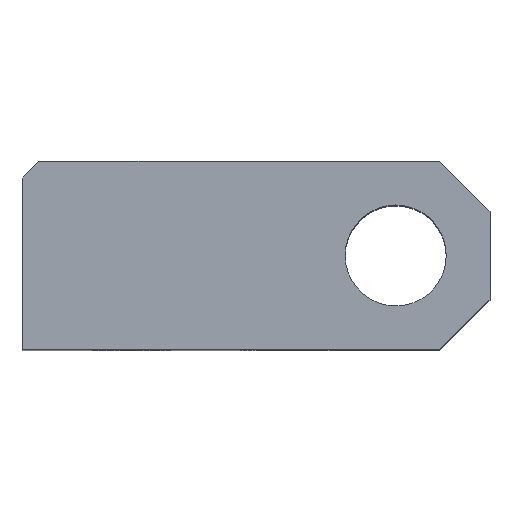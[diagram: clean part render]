
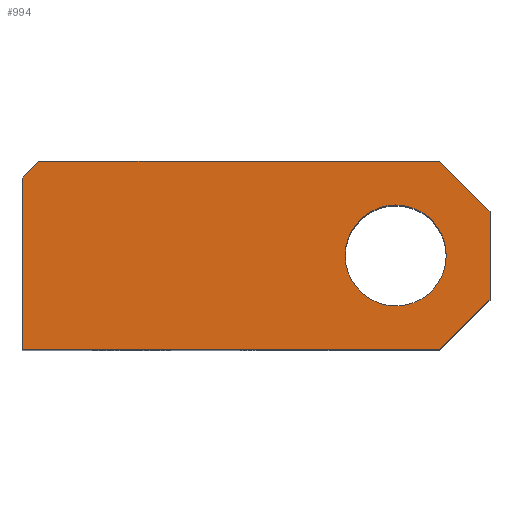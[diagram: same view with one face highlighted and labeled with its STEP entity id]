
A CAD part, top view. The second image highlights one B-rep face of the part: STEP entity #994.
In plain terms, the highlighted planar face has unit normal (0, 0, 1).
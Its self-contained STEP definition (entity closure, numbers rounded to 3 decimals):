
#26 = CARTESIAN_POINT ( 'NONE',  ( 0., 0., 90. ) ) ;
#40 = CARTESIAN_POINT ( 'NONE',  ( 5., 0., 90. ) ) ;
#43 = EDGE_CURVE ( 'NONE', #1497, #144, #743, .T. ) ;
#85 = CARTESIAN_POINT ( 'NONE',  ( 0., -5., 90. ) ) ;
#89 = CARTESIAN_POINT ( 'NONE',  ( 126., -28., 90. ) ) ;
#112 = EDGE_LOOP ( 'NONE', ( #1119, #1379 ) ) ;
#114 = AXIS2_PLACEMENT_3D ( 'NONE', #197, #1303, #339 ) ;
#144 = VERTEX_POINT ( 'NONE', #85 ) ;
#184 = EDGE_CURVE ( 'NONE', #1127, #713, #447, .T. ) ;
#185 = VECTOR ( 'NONE', #1295, 1000. ) ;
#197 = CARTESIAN_POINT ( 'NONE',  ( 111., -28., 90. ) ) ;
#222 = CARTESIAN_POINT ( 'NONE',  ( 90., 34., 90. ) ) ;
#232 = EDGE_CURVE ( 'NONE', #489, #1579, #582, .T. ) ;
#251 = EDGE_CURVE ( 'NONE', #1497, #1164, #1507, .T. ) ;
#290 = DIRECTION ( 'NONE',  ( -0.707, -0.707, 0. ) ) ;
#339 = DIRECTION ( 'NONE',  ( 1., 0., 0. ) ) ;
#347 = CARTESIAN_POINT ( 'NONE',  ( 139., -41., 90. ) ) ;
#383 = DIRECTION ( 'NONE',  ( 1., 0., 0. ) ) ;
#397 = ORIENTED_EDGE ( 'NONE', *, *, #1103, .T. ) ;
#423 = EDGE_CURVE ( 'NONE', #1164, #1122, #830, .T. ) ;
#432 = ORIENTED_EDGE ( 'NONE', *, *, #43, .F. ) ;
#444 = DIRECTION ( 'NONE',  ( 0., 1., 0. ) ) ;
#447 = CIRCLE ( 'NONE', #114, 15. ) ;
#463 = LINE ( 'NONE', #26, #1187 ) ;
#489 = VERTEX_POINT ( 'NONE', #704 ) ;
#513 = CARTESIAN_POINT ( 'NONE',  ( 0., -56., 90. ) ) ;
#519 = ORIENTED_EDGE ( 'NONE', *, *, #587, .T. ) ;
#526 = VECTOR ( 'NONE', #444, 1000. ) ;
#527 = AXIS2_PLACEMENT_3D ( 'NONE', #1514, #786, #1384 ) ;
#545 = VECTOR ( 'NONE', #383, 1000. ) ;
#559 = DIRECTION ( 'NONE',  ( 1., 0., 0. ) ) ;
#576 = AXIS2_PLACEMENT_3D ( 'NONE', #798, #785, #1261 ) ;
#582 = LINE ( 'NONE', #222, #1432 ) ;
#587 = EDGE_CURVE ( 'NONE', #1122, #489, #1493, .T. ) ;
#629 = VECTOR ( 'NONE', #1028, 1000. ) ;
#668 = EDGE_LOOP ( 'NONE', ( #871, #1299, #519, #843, #982, #397, #432 ) ) ;
#704 = CARTESIAN_POINT ( 'NONE',  ( 139., -15., 90. ) ) ;
#713 = VERTEX_POINT ( 'NONE', #89 ) ;
#743 = LINE ( 'NONE', #1529, #526 ) ;
#785 = DIRECTION ( 'NONE',  ( 0., 0., 1. ) ) ;
#786 = DIRECTION ( 'NONE',  ( 0., 0., 1. ) ) ;
#787 = FACE_BOUND ( 'NONE', #112, .T. ) ;
#798 = CARTESIAN_POINT ( 'NONE',  ( 111., -28., 90. ) ) ;
#803 = VECTOR ( 'NONE', #290, 1000. ) ;
#813 = CARTESIAN_POINT ( 'NONE',  ( 139., -56., 90. ) ) ;
#830 = LINE ( 'NONE', #1265, #629 ) ;
#843 = ORIENTED_EDGE ( 'NONE', *, *, #232, .T. ) ;
#871 = ORIENTED_EDGE ( 'NONE', *, *, #251, .T. ) ;
#899 = CARTESIAN_POINT ( 'NONE',  ( -25.5, -30.5, 90. ) ) ;
#975 = LINE ( 'NONE', #899, #803 ) ;
#982 = ORIENTED_EDGE ( 'NONE', *, *, #1396, .F. ) ;
#994 = ADVANCED_FACE ( 'NONE', ( #787, #1515 ), #1148, .T. ) ;
#1028 = DIRECTION ( 'NONE',  ( 0.707, 0.707, 0. ) ) ;
#1100 = DIRECTION ( 'NONE',  ( -0.707, 0.707, 0. ) ) ;
#1103 = EDGE_CURVE ( 'NONE', #1404, #144, #975, .T. ) ;
#1119 = ORIENTED_EDGE ( 'NONE', *, *, #1333, .F. ) ;
#1122 = VERTEX_POINT ( 'NONE', #347 ) ;
#1127 = VERTEX_POINT ( 'NONE', #1442 ) ;
#1148 = PLANE ( 'NONE',  #527 ) ;
#1164 = VERTEX_POINT ( 'NONE', #1344 ) ;
#1187 = VECTOR ( 'NONE', #559, 1000. ) ;
#1261 = DIRECTION ( 'NONE',  ( 1., 0., 0. ) ) ;
#1265 = CARTESIAN_POINT ( 'NONE',  ( 62., -118., 90. ) ) ;
#1295 = DIRECTION ( 'NONE',  ( 0., 1., 0. ) ) ;
#1299 = ORIENTED_EDGE ( 'NONE', *, *, #423, .T. ) ;
#1303 = DIRECTION ( 'NONE',  ( 0., 0., 1. ) ) ;
#1322 = CIRCLE ( 'NONE', #576, 15. ) ;
#1333 = EDGE_CURVE ( 'NONE', #713, #1127, #1322, .T. ) ;
#1344 = CARTESIAN_POINT ( 'NONE',  ( 124., -56., 90. ) ) ;
#1379 = ORIENTED_EDGE ( 'NONE', *, *, #184, .F. ) ;
#1384 = DIRECTION ( 'NONE',  ( 1., 0., 0. ) ) ;
#1396 = EDGE_CURVE ( 'NONE', #1404, #1579, #463, .T. ) ;
#1404 = VERTEX_POINT ( 'NONE', #40 ) ;
#1417 = CARTESIAN_POINT ( 'NONE',  ( 0., -56., 90. ) ) ;
#1432 = VECTOR ( 'NONE', #1100, 1000. ) ;
#1442 = CARTESIAN_POINT ( 'NONE',  ( 96., -28., 90. ) ) ;
#1493 = LINE ( 'NONE', #813, #185 ) ;
#1497 = VERTEX_POINT ( 'NONE', #1417 ) ;
#1507 = LINE ( 'NONE', #513, #545 ) ;
#1514 = CARTESIAN_POINT ( 'NONE',  ( 0., -56., 90. ) ) ;
#1515 = FACE_OUTER_BOUND ( 'NONE', #668, .T. ) ;
#1529 = CARTESIAN_POINT ( 'NONE',  ( 0., -56., 90. ) ) ;
#1579 = VERTEX_POINT ( 'NONE', #1585 ) ;
#1585 = CARTESIAN_POINT ( 'NONE',  ( 124., 0., 90. ) ) ;
